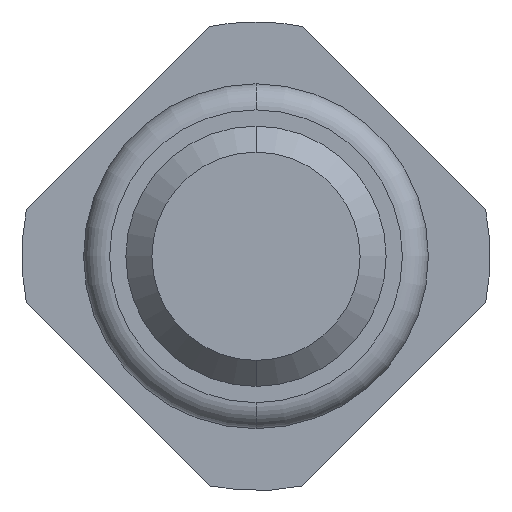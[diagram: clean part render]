
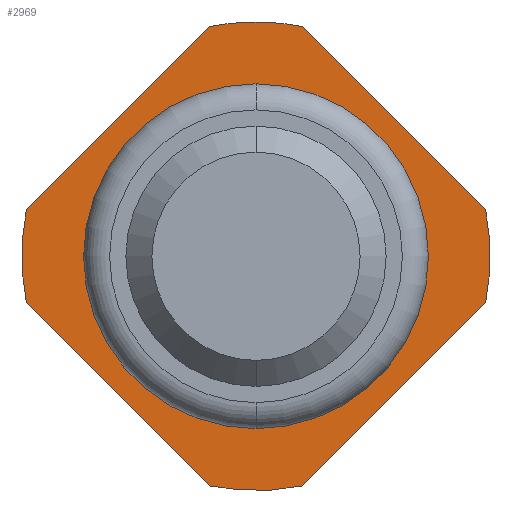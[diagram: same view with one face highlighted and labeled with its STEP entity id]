
A CAD part, front view. The second image highlights one B-rep face of the part: STEP entity #2969.
In plain terms, the highlighted planar face has unit normal (0, -1, 0).
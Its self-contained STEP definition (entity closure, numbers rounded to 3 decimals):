
#100 = ORIENTED_EDGE ( 'NONE', *, *, #2172, .T. ) ;
#169 = VECTOR ( 'NONE', #3446, 1000. ) ;
#220 = DIRECTION ( 'NONE',  ( 0., 0., 1. ) ) ;
#324 = DIRECTION ( 'NONE',  ( 0., 1., 0. ) ) ;
#396 = DIRECTION ( 'NONE',  ( 0., 1., 0. ) ) ;
#414 = CARTESIAN_POINT ( 'NONE',  ( 0., -2., 0. ) ) ;
#495 = DIRECTION ( 'NONE',  ( 0., 0., 1. ) ) ;
#496 = CIRCLE ( 'NONE', #520, 1.325 ) ;
#520 = AXIS2_PLACEMENT_3D ( 'NONE', #2739, #1212, #2251 ) ;
#533 = DIRECTION ( 'NONE',  ( 0., 1., 0. ) ) ;
#561 = CARTESIAN_POINT ( 'NONE',  ( 1.8, -2., 0. ) ) ;
#590 = EDGE_CURVE ( 'Defeature ausgef�hrt2_3+Defeature ausgef�hrt2_0+Defeature ausgef�hrt2_16+Defeature ausgef�hrt2_17', #4184, #2640, #3172, .T. ) ;
#595 = AXIS2_PLACEMENT_3D ( 'NONE', #414, #3056, #1606 ) ;
#715 = ORIENTED_EDGE ( 'NONE', *, *, #2661, .F. ) ;
#794 = VERTEX_POINT ( 'NONE', #3650 ) ;
#897 = EDGE_CURVE ( 'Defeature ausgef�hrt2_1+Defeature ausgef�hrt2_0+Defeature ausgef�hrt2_18+Defeature ausgef�hrt2_15', #3944, #4420, #1570, .T. ) ;
#929 = DIRECTION ( 'NONE',  ( 0., 0., 1. ) ) ;
#964 = VECTOR ( 'NONE', #3745, 1000. ) ;
#967 = ORIENTED_EDGE ( 'NONE', *, *, #2689, .F. ) ;
#1011 = CARTESIAN_POINT ( 'NONE',  ( 0., -2., 0. ) ) ;
#1072 = AXIS2_PLACEMENT_3D ( 'NONE', #2159, #1424, #2530 ) ;
#1212 = DIRECTION ( 'NONE',  ( 0., 1., 0. ) ) ;
#1233 = CARTESIAN_POINT ( 'NONE',  ( 0., -2., -1.325 ) ) ;
#1265 = VECTOR ( 'NONE', #1420, 1000. ) ;
#1283 = EDGE_CURVE ( 'Defeature ausgef�hrt2_15+Defeature ausgef�hrt2_0+Defeature ausgef�hrt2_1+Defeature ausgef�hrt2_4', #4420, #2760, #3351, .T. ) ;
#1336 = ORIENTED_EDGE ( 'NONE', *, *, #1283, .F. ) ;
#1394 = EDGE_LOOP ( 'NONE', ( #715, #4553, #3217, #3730, #4254, #967, #3924, #1336, #1515 ) ) ;
#1420 = DIRECTION ( 'NONE',  ( -0.707, 0., 0.707 ) ) ;
#1424 = DIRECTION ( 'NONE',  ( 0., 1., 0. ) ) ;
#1502 = CARTESIAN_POINT ( 'NONE',  ( 0., -2., 1.325 ) ) ;
#1515 = ORIENTED_EDGE ( 'NONE', *, *, #897, .F. ) ;
#1537 = CARTESIAN_POINT ( 'NONE',  ( 0.357, -2., -1.764 ) ) ;
#1562 = VERTEX_POINT ( 'NONE', #1233 ) ;
#1570 = CIRCLE ( 'NONE', #3607, 1.8 ) ;
#1606 = DIRECTION ( 'NONE',  ( 0., 0., 1. ) ) ;
#1651 = EDGE_CURVE ( 'Defeature ausgef�hrt2_2+Defeature ausgef�hrt2_0+Defeature ausgef�hrt2_17+Defeature ausgef�hrt2_18', #794, #4863, #4888, .T. ) ;
#1677 = CARTESIAN_POINT ( 'NONE',  ( 0., -2., 0. ) ) ;
#1782 = EDGE_CURVE ( 'Defeature ausgef�hrt2_4+Defeature ausgef�hrt2_0+Defeature ausgef�hrt2_15+Defeature ausgef�hrt2_16', #2760, #2103, #3633, .T. ) ;
#1865 = DIRECTION ( 'NONE',  ( -0.707, 0., -0.707 ) ) ;
#2025 = AXIS2_PLACEMENT_3D ( 'NONE', #2074, #2735, #495 ) ;
#2073 = DIRECTION ( 'NONE',  ( 0., 1., 0. ) ) ;
#2074 = CARTESIAN_POINT ( 'NONE',  ( 0., -2., 0. ) ) ;
#2103 = VERTEX_POINT ( 'NONE', #3358 ) ;
#2159 = CARTESIAN_POINT ( 'NONE',  ( 0., -2., 0. ) ) ;
#2172 = EDGE_CURVE ( 'Defeature ausgef�hrt2_0+Defeature ausgef�hrt2_12+Defeature ausgef�hrt2_12+Defeature ausgef�hrt2_12', #1562, #3981, #3526, .T. ) ;
#2196 = DIRECTION ( 'NONE',  ( 0., 0., 1. ) ) ;
#2251 = DIRECTION ( 'NONE',  ( 0., 0., 1. ) ) ;
#2353 = VECTOR ( 'NONE', #1865, 1000. ) ;
#2518 = LINE ( 'NONE', #4134, #1265 ) ;
#2530 = DIRECTION ( 'NONE',  ( 0., 0., 1. ) ) ;
#2588 = CARTESIAN_POINT ( 'NONE',  ( -1.764, -2., 0.357 ) ) ;
#2640 = VERTEX_POINT ( 'NONE', #2588 ) ;
#2661 = EDGE_CURVE ( 'Defeature ausgef�hrt2_18+Defeature ausgef�hrt2_0+Defeature ausgef�hrt2_2+Defeature ausgef�hrt2_1', #4863, #3944, #3100, .T. ) ;
#2689 = EDGE_CURVE ( 'Defeature ausgef�hrt2_16+Defeature ausgef�hrt2_0+Defeature ausgef�hrt2_4+Defeature ausgef�hrt2_3', #2103, #4184, #2518, .T. ) ;
#2699 = CARTESIAN_POINT ( 'NONE',  ( -0.161, -2., 1.961 ) ) ;
#2735 = DIRECTION ( 'NONE',  ( 0., 1., 0. ) ) ;
#2739 = CARTESIAN_POINT ( 'NONE',  ( 0., -2., 0. ) ) ;
#2749 = CIRCLE ( 'NONE', #4692, 1.8 ) ;
#2760 = VERTEX_POINT ( 'NONE', #1537 ) ;
#2849 = ORIENTED_EDGE ( 'NONE', *, *, #4911, .T. ) ;
#2942 = AXIS2_PLACEMENT_3D ( 'NONE', #1011, #324, #2196 ) ;
#2969 = ADVANCED_FACE ( 'Defeature ausgef�hrt2_0', ( #3989, #4514 ), #4382, .F. ) ;
#2973 = CARTESIAN_POINT ( 'NONE',  ( 1.961, -2., 0.161 ) ) ;
#3056 = DIRECTION ( 'NONE',  ( 0., 1., 0. ) ) ;
#3100 = LINE ( 'NONE', #2973, #964 ) ;
#3172 = CIRCLE ( 'NONE', #595, 1.8 ) ;
#3217 = ORIENTED_EDGE ( 'NONE', *, *, #4214, .F. ) ;
#3351 = LINE ( 'NONE', #4521, #2353 ) ;
#3352 = CARTESIAN_POINT ( 'NONE',  ( 0.357, -2., 1.764 ) ) ;
#3358 = CARTESIAN_POINT ( 'NONE',  ( -0.357, -2., -1.764 ) ) ;
#3446 = DIRECTION ( 'NONE',  ( 0.707, 0., 0.707 ) ) ;
#3453 = VERTEX_POINT ( 'NONE', #3996 ) ;
#3526 = CIRCLE ( 'NONE', #2942, 1.325 ) ;
#3544 = LINE ( 'NONE', #2699, #169 ) ;
#3607 = AXIS2_PLACEMENT_3D ( 'NONE', #4557, #396, #4067 ) ;
#3633 = CIRCLE ( 'NONE', #2025, 1.8 ) ;
#3650 = CARTESIAN_POINT ( 'NONE',  ( 0., -2., 1.8 ) ) ;
#3730 = ORIENTED_EDGE ( 'NONE', *, *, #3987, .F. ) ;
#3745 = DIRECTION ( 'NONE',  ( 0.707, 0., -0.707 ) ) ;
#3785 = EDGE_LOOP ( 'NONE', ( #2849, #100 ) ) ;
#3837 = AXIS2_PLACEMENT_3D ( 'NONE', #561, #533, #220 ) ;
#3924 = ORIENTED_EDGE ( 'NONE', *, *, #1782, .F. ) ;
#3944 = VERTEX_POINT ( 'NONE', #4572 ) ;
#3981 = VERTEX_POINT ( 'NONE', #1502 ) ;
#3987 = EDGE_CURVE ( 'Defeature ausgef�hrt2_17+Defeature ausgef�hrt2_0+Defeature ausgef�hrt2_3+Defeature ausgef�hrt2_2', #2640, #3453, #3544, .T. ) ;
#3989 = FACE_BOUND ( 'NONE', #3785, .T. ) ;
#3996 = CARTESIAN_POINT ( 'NONE',  ( -0.357, -2., 1.764 ) ) ;
#4067 = DIRECTION ( 'NONE',  ( 0., 0., 1. ) ) ;
#4134 = CARTESIAN_POINT ( 'NONE',  ( -0.161, -2., -1.961 ) ) ;
#4184 = VERTEX_POINT ( 'NONE', #4728 ) ;
#4214 = EDGE_CURVE ( 'Defeature ausgef�hrt2_2+Defeature ausgef�hrt2_0+Defeature ausgef�hrt2_17+Defeature ausgef�hrt2_18', #3453, #794, #2749, .T. ) ;
#4254 = ORIENTED_EDGE ( 'NONE', *, *, #590, .F. ) ;
#4382 = PLANE ( 'NONE',  #3837 ) ;
#4420 = VERTEX_POINT ( 'NONE', #4616 ) ;
#4514 = FACE_OUTER_BOUND ( 'NONE', #1394, .T. ) ;
#4521 = CARTESIAN_POINT ( 'NONE',  ( 1.961, -2., -0.161 ) ) ;
#4553 = ORIENTED_EDGE ( 'NONE', *, *, #1651, .F. ) ;
#4557 = CARTESIAN_POINT ( 'NONE',  ( 0., -2., 0. ) ) ;
#4572 = CARTESIAN_POINT ( 'NONE',  ( 1.764, -2., 0.357 ) ) ;
#4616 = CARTESIAN_POINT ( 'NONE',  ( 1.764, -2., -0.357 ) ) ;
#4692 = AXIS2_PLACEMENT_3D ( 'NONE', #1677, #2073, #929 ) ;
#4728 = CARTESIAN_POINT ( 'NONE',  ( -1.764, -2., -0.357 ) ) ;
#4863 = VERTEX_POINT ( 'NONE', #3352 ) ;
#4888 = CIRCLE ( 'NONE', #1072, 1.8 ) ;
#4911 = EDGE_CURVE ( 'Defeature ausgef�hrt2_0+Defeature ausgef�hrt2_12+Defeature ausgef�hrt2_12+Defeature ausgef�hrt2_12', #3981, #1562, #496, .T. ) ;
